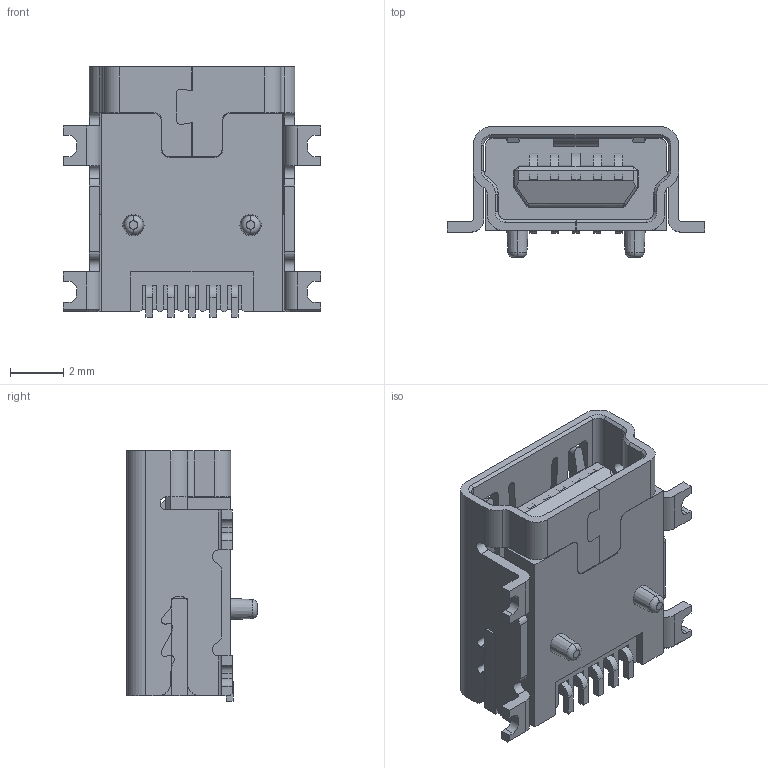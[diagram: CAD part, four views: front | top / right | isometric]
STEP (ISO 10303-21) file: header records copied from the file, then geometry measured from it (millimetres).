
FILE_DESCRIPTION (( 'STEP AP203' ), '1' );
FILE_NAME ('CUI_DEVICES_UJ2-MBH-1-SMT.step', '2019-10-22T13:42:28', ( '' ), ( '' ), 'SwSTEP 2.0', 'SolidWorks 2019', '' );
FILE_SCHEMA (( 'CONFIG_CONTROL_DESIGN' ));
Length unit declared in the file: inch
Products named in the file (4): CUI_DEVICES_UJ2-MBH-1-SMT; internal housing; 5_1_Pin; housing
Assembly tree (7 placements, depth 2):
  CUI_DEVICES_UJ2-MBH-1-SMT
    internal housing
    5_1_Pin  x5
    housing
Bounding box: 9.66 x 4.9 x 9.4 mm (x, y, z)
Volume: 172.2 mm3; surface area: 637 mm2
Topology: 7 solids, 7 shells, 577 faces, 1540 edges, 980 vertices
Faces by surface type: plane 340, cylinder 191, bspline 26, cone 16, torus 4
Entity records: 14706 total; most frequent: CARTESIAN_POINT 3017, ORIENTED_EDGE 2392, DIRECTION 2276, EDGE_CURVE 1196, VECTOR 858, LINE 858, VERTEX_POINT 756, AXIS2_PLACEMENT_3D 709
